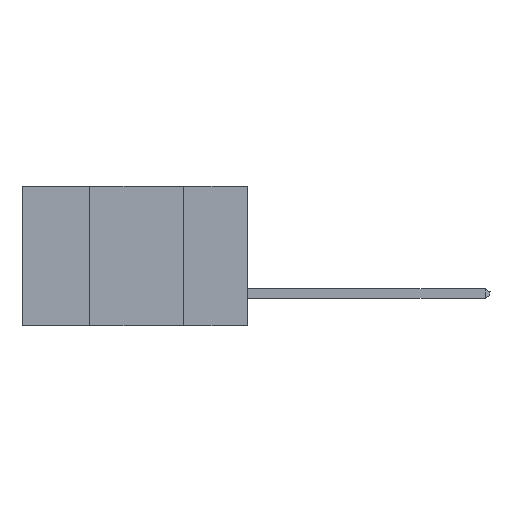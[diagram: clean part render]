
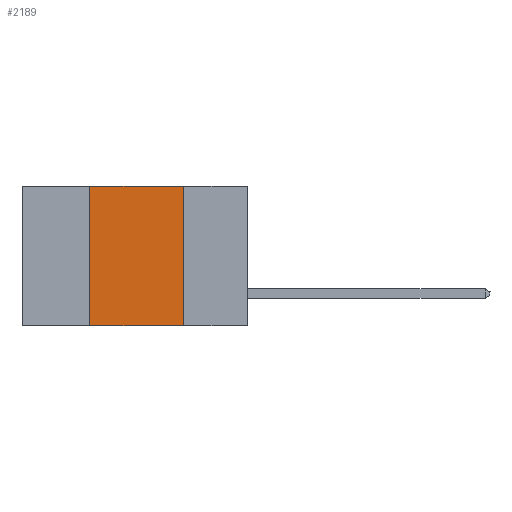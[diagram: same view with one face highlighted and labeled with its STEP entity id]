
A CAD part, left-side view. The second image highlights one B-rep face of the part: STEP entity #2189.
In plain terms, the highlighted planar face has unit normal (-1, 0, 0).
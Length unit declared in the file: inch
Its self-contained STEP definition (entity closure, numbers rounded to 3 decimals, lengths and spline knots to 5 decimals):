
#68 = VECTOR ( 'NONE', #10740, 39.37008 ) ;
#175 = CARTESIAN_POINT ( 'NONE',  ( 0., 0.6, -0.37 ) ) ;
#547 = ORIENTED_EDGE ( 'NONE', *, *, #3165, .F. ) ;
#1009 = VECTOR ( 'NONE', #5782, 39.37008 ) ;
#1267 = DIRECTION ( 'NONE',  ( 0., 0., 1. ) ) ;
#1335 = CARTESIAN_POINT ( 'NONE',  ( 0., 0.17, -0.37 ) ) ;
#1746 = VERTEX_POINT ( 'NONE', #3313 ) ;
#2129 = EDGE_CURVE ( 'NONE', #1746, #7399, #12938, .T. ) ;
#2147 = ORIENTED_EDGE ( 'NONE', *, *, #4522, .F. ) ;
#2189 = ADVANCED_FACE ( 'NONE', ( #11740 ), #3218, .F. ) ;
#3165 = EDGE_CURVE ( 'NONE', #3906, #7399, #5584, .T. ) ;
#3218 = PLANE ( 'NONE',  #9129 ) ;
#3313 = CARTESIAN_POINT ( 'NONE',  ( 0., 0.42, -0.37 ) ) ;
#3906 = VERTEX_POINT ( 'NONE', #5679 ) ;
#4522 = EDGE_CURVE ( 'NONE', #13341, #3906, #13671, .T. ) ;
#5584 = LINE ( 'NONE', #1335, #1009 ) ;
#5679 = CARTESIAN_POINT ( 'NONE',  ( 0., 0.17, 0. ) ) ;
#5782 = DIRECTION ( 'NONE',  ( 0., 0., -1. ) ) ;
#6426 = VECTOR ( 'NONE', #13532, 39.37008 ) ;
#6472 = CARTESIAN_POINT ( 'NONE',  ( 0., 0.6, 0. ) ) ;
#7369 = EDGE_CURVE ( 'NONE', #1746, #13341, #8780, .T. ) ;
#7399 = VERTEX_POINT ( 'NONE', #13168 ) ;
#7512 = ORIENTED_EDGE ( 'NONE', *, *, #2129, .T. ) ;
#7565 = CARTESIAN_POINT ( 'NONE',  ( 0., 0.42, -0.37 ) ) ;
#8780 = LINE ( 'NONE', #7565, #9440 ) ;
#9129 = AXIS2_PLACEMENT_3D ( 'NONE', #6472, #12015, #10814 ) ;
#9440 = VECTOR ( 'NONE', #1267, 39.37008 ) ;
#10412 = EDGE_LOOP ( 'NONE', ( #547, #2147, #12915, #7512 ) ) ;
#10740 = DIRECTION ( 'NONE',  ( 0., -1., 0. ) ) ;
#10814 = DIRECTION ( 'NONE',  ( 0., 0., -1. ) ) ;
#11612 = CARTESIAN_POINT ( 'NONE',  ( 0., 0.6, 0. ) ) ;
#11740 = FACE_OUTER_BOUND ( 'NONE', #10412, .T. ) ;
#11825 = CARTESIAN_POINT ( 'NONE',  ( 0., 0.42, 0. ) ) ;
#12015 = DIRECTION ( 'NONE',  ( 1., 0., 0. ) ) ;
#12915 = ORIENTED_EDGE ( 'NONE', *, *, #7369, .F. ) ;
#12938 = LINE ( 'NONE', #175, #68 ) ;
#13168 = CARTESIAN_POINT ( 'NONE',  ( 0., 0.17, -0.37 ) ) ;
#13341 = VERTEX_POINT ( 'NONE', #11825 ) ;
#13532 = DIRECTION ( 'NONE',  ( 0., -1., 0. ) ) ;
#13671 = LINE ( 'NONE', #11612, #6426 ) ;
